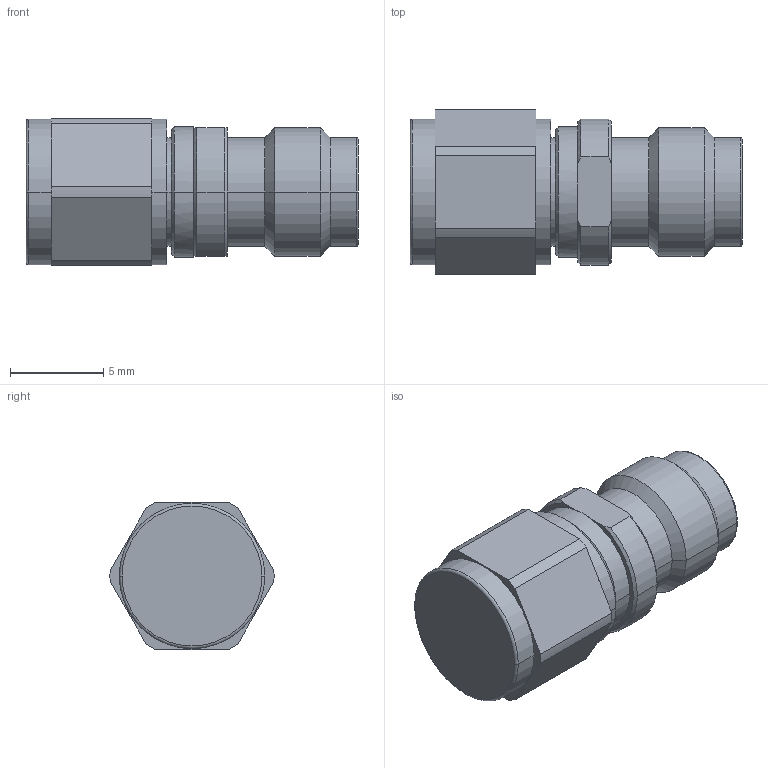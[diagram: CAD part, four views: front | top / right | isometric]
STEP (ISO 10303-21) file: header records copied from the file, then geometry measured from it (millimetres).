
FILE_DESCRIPTION (( 'STEP AP203' ), '1' );
FILE_NAME ('FMAD1259_3D.STEP', '2021-05-05T13:02:18', ( '' ), ( '' ), 'SwSTEP 2.0', 'SolidWorks 2020', '' );
FILE_SCHEMA (( 'CONFIG_CONTROL_DESIGN' ));
Length unit declared in the file: millimetre
Products named in the file (1): FMAD1259_3D
Bounding box: 17.8 x 8.8 x 7.9 mm (x, y, z)
Volume: 746.7 mm3; surface area: 558.8 mm2
Topology: 1 solids, 1 shells, 57 faces, 132 edges, 82 vertices
Faces by surface type: cylinder 23, plane 19, cone 11, torus 4
Entity records: 1729 total; most frequent: CARTESIAN_POINT 312, DIRECTION 306, ORIENTED_EDGE 264, EDGE_CURVE 132, AXIS2_PLACEMENT_3D 124, VERTEX_POINT 82, CIRCLE 66, EDGE_LOOP 62
